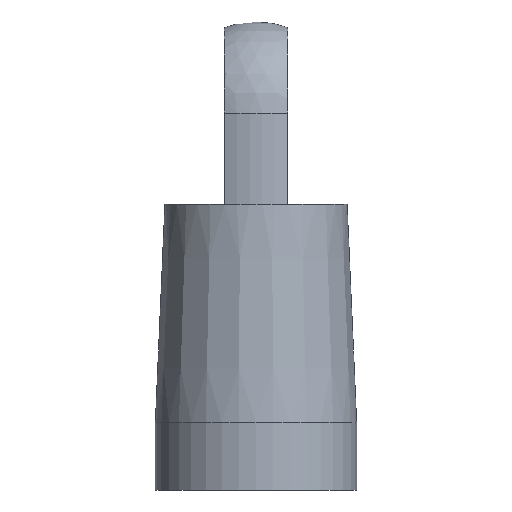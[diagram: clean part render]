
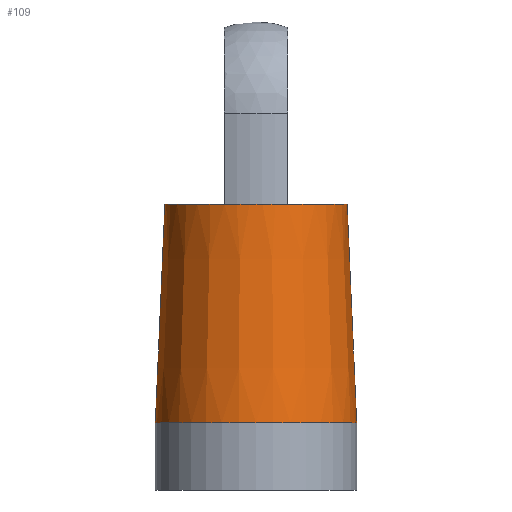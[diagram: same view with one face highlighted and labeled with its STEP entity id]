
A CAD part, front view. The second image highlights one B-rep face of the part: STEP entity #109.
In plain terms, the highlighted conical face has half-angle 2.505 degrees and reference radius 0.035 mm.
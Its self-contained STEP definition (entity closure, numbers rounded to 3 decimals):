
#21 = EDGE_CURVE('',#22,#22,#24,.T.);
#22 = VERTEX_POINT('',#23);
#23 = CARTESIAN_POINT('',(0.035,0.,0.));
#24 = SURFACE_CURVE('',#25,(#30,#42),.PCURVE_S1.);
#25 = CIRCLE('',#26,0.035);
#26 = AXIS2_PLACEMENT_3D('',#27,#28,#29);
#27 = CARTESIAN_POINT('',(0.,0.,0.));
#28 = DIRECTION('',(0.,0.,-1.));
#29 = DIRECTION('',(1.,0.,0.));
#30 = PCURVE('',#31,#36);
#31 = CYLINDRICAL_SURFACE('',#32,0.035);
#32 = AXIS2_PLACEMENT_3D('',#33,#34,#35);
#33 = CARTESIAN_POINT('',(0.,0.,0.));
#34 = DIRECTION('',(0.,0.,1.));
#35 = DIRECTION('',(1.,0.,0.));
#36 = DEFINITIONAL_REPRESENTATION('',(#37),#41);
#37 = LINE('',#38,#39);
#38 = CARTESIAN_POINT('',(-0.,0.));
#39 = VECTOR('',#40,1.);
#40 = DIRECTION('',(-1.,0.));
#41 = ( GEOMETRIC_REPRESENTATION_CONTEXT(2) 
PARAMETRIC_REPRESENTATION_CONTEXT() REPRESENTATION_CONTEXT('2D SPACE',''
  ) );
#42 = PCURVE('',#43,#48);
#43 = CONICAL_SURFACE('',#44,0.035,0.044);
#44 = AXIS2_PLACEMENT_3D('',#45,#46,#47);
#45 = CARTESIAN_POINT('',(0.,0.,0.));
#46 = DIRECTION('',(-0.,-0.,-1.));
#47 = DIRECTION('',(1.,0.,0.));
#48 = DEFINITIONAL_REPRESENTATION('',(#49),#53);
#49 = LINE('',#50,#51);
#50 = CARTESIAN_POINT('',(-6.283,-0.));
#51 = VECTOR('',#52,1.);
#52 = DIRECTION('',(1.,-0.));
#53 = ( GEOMETRIC_REPRESENTATION_CONTEXT(2) 
PARAMETRIC_REPRESENTATION_CONTEXT() REPRESENTATION_CONTEXT('2D SPACE',''
  ) );
#109 = ADVANCED_FACE('',(#110),#43,.T.);
#110 = FACE_BOUND('',#111,.T.);
#111 = EDGE_LOOP('',(#112,#132,#133,#134,#163,#192,#221,#250));
#112 = ORIENTED_EDGE('',*,*,#113,.F.);
#113 = EDGE_CURVE('',#22,#114,#116,.T.);
#114 = VERTEX_POINT('',#115);
#115 = CARTESIAN_POINT('',(0.031,0.,0.075
    ));
#116 = SEAM_CURVE('',#117,(#120,#126),.PCURVE_S1.);
#117 = B_SPLINE_CURVE_WITH_KNOTS('',1,(#118,#119),.UNSPECIFIED.,.F.,.F.,
  (2,2),(0.,1.),.PIECEWISE_BEZIER_KNOTS.);
#118 = CARTESIAN_POINT('',(0.035,0.,
    0.));
#119 = CARTESIAN_POINT('',(0.031,0.,0.075
    ));
#120 = PCURVE('',#43,#121);
#121 = DEFINITIONAL_REPRESENTATION('',(#122),#125);
#122 = B_SPLINE_CURVE_WITH_KNOTS('',1,(#123,#124),.UNSPECIFIED.,.F.,.F.,
  (2,2),(0.,1.),.PIECEWISE_BEZIER_KNOTS.);
#123 = CARTESIAN_POINT('',(0.,0.));
#124 = CARTESIAN_POINT('',(0.,-0.075));
#125 = ( GEOMETRIC_REPRESENTATION_CONTEXT(2) 
PARAMETRIC_REPRESENTATION_CONTEXT() REPRESENTATION_CONTEXT('2D SPACE',''
  ) );
#126 = PCURVE('',#43,#127);
#127 = DEFINITIONAL_REPRESENTATION('',(#128),#131);
#128 = B_SPLINE_CURVE_WITH_KNOTS('',1,(#129,#130),.UNSPECIFIED.,.F.,.F.,
  (2,2),(0.,1.),.PIECEWISE_BEZIER_KNOTS.);
#129 = CARTESIAN_POINT('',(-6.283,0.));
#130 = CARTESIAN_POINT('',(-6.283,-0.075));
#131 = ( GEOMETRIC_REPRESENTATION_CONTEXT(2) 
PARAMETRIC_REPRESENTATION_CONTEXT() REPRESENTATION_CONTEXT('2D SPACE',''
  ) );
#132 = ORIENTED_EDGE('',*,*,#21,.F.);
#133 = ORIENTED_EDGE('',*,*,#113,.T.);
#134 = ORIENTED_EDGE('',*,*,#135,.F.);
#135 = EDGE_CURVE('',#136,#114,#138,.T.);
#136 = VERTEX_POINT('',#137);
#137 = CARTESIAN_POINT('',(0.011,-0.029,
    0.075));
#138 = SURFACE_CURVE('',#139,(#144,#151),.PCURVE_S1.);
#139 = CIRCLE('',#140,0.031);
#140 = AXIS2_PLACEMENT_3D('',#141,#142,#143);
#141 = CARTESIAN_POINT('',(0.,0.,0.075));
#142 = DIRECTION('',(0.,0.,1.));
#143 = DIRECTION('',(1.,0.,0.));
#144 = PCURVE('',#43,#145);
#145 = DEFINITIONAL_REPRESENTATION('',(#146),#150);
#146 = LINE('',#147,#148);
#147 = CARTESIAN_POINT('',(-0.,-0.075));
#148 = VECTOR('',#149,1.);
#149 = DIRECTION('',(-1.,-0.));
#150 = ( GEOMETRIC_REPRESENTATION_CONTEXT(2) 
PARAMETRIC_REPRESENTATION_CONTEXT() REPRESENTATION_CONTEXT('2D SPACE',''
  ) );
#151 = PCURVE('',#152,#157);
#152 = PLANE('',#153);
#153 = AXIS2_PLACEMENT_3D('',#154,#155,#156);
#154 = CARTESIAN_POINT('',(0.,0.,0.075));
#155 = DIRECTION('',(0.,0.,1.));
#156 = DIRECTION('',(1.,0.,0.));
#157 = DEFINITIONAL_REPRESENTATION('',(#158),#162);
#158 = CIRCLE('',#159,0.031);
#159 = AXIS2_PLACEMENT_2D('',#160,#161);
#160 = CARTESIAN_POINT('',(0.,0.));
#161 = DIRECTION('',(1.,0.));
#162 = ( GEOMETRIC_REPRESENTATION_CONTEXT(2) 
PARAMETRIC_REPRESENTATION_CONTEXT() REPRESENTATION_CONTEXT('2D SPACE',''
  ) );
#163 = ORIENTED_EDGE('',*,*,#164,.F.);
#164 = EDGE_CURVE('',#165,#136,#167,.T.);
#165 = VERTEX_POINT('',#166);
#166 = CARTESIAN_POINT('',(-0.011,-0.029,
    0.075));
#167 = SURFACE_CURVE('',#168,(#173,#180),.PCURVE_S1.);
#168 = CIRCLE('',#169,0.031);
#169 = AXIS2_PLACEMENT_3D('',#170,#171,#172);
#170 = CARTESIAN_POINT('',(0.,0.,0.075));
#171 = DIRECTION('',(0.,0.,1.));
#172 = DIRECTION('',(1.,0.,0.));
#173 = PCURVE('',#43,#174);
#174 = DEFINITIONAL_REPRESENTATION('',(#175),#179);
#175 = LINE('',#176,#177);
#176 = CARTESIAN_POINT('',(-0.,-0.075));
#177 = VECTOR('',#178,1.);
#178 = DIRECTION('',(-1.,-0.));
#179 = ( GEOMETRIC_REPRESENTATION_CONTEXT(2) 
PARAMETRIC_REPRESENTATION_CONTEXT() REPRESENTATION_CONTEXT('2D SPACE',''
  ) );
#180 = PCURVE('',#181,#186);
#181 = CYLINDRICAL_SURFACE('',#182,0.031);
#182 = AXIS2_PLACEMENT_3D('',#183,#184,#185);
#183 = CARTESIAN_POINT('',(0.,0.,0.075));
#184 = DIRECTION('',(-0.,-0.,-1.));
#185 = DIRECTION('',(1.,0.,0.));
#186 = DEFINITIONAL_REPRESENTATION('',(#187),#191);
#187 = LINE('',#188,#189);
#188 = CARTESIAN_POINT('',(-0.,0.));
#189 = VECTOR('',#190,1.);
#190 = DIRECTION('',(-1.,0.));
#191 = ( GEOMETRIC_REPRESENTATION_CONTEXT(2) 
PARAMETRIC_REPRESENTATION_CONTEXT() REPRESENTATION_CONTEXT('2D SPACE',''
  ) );
#192 = ORIENTED_EDGE('',*,*,#193,.F.);
#193 = EDGE_CURVE('',#194,#165,#196,.T.);
#194 = VERTEX_POINT('',#195);
#195 = CARTESIAN_POINT('',(-0.011,0.029,
    0.075));
#196 = SURFACE_CURVE('',#197,(#202,#209),.PCURVE_S1.);
#197 = CIRCLE('',#198,0.031);
#198 = AXIS2_PLACEMENT_3D('',#199,#200,#201);
#199 = CARTESIAN_POINT('',(0.,0.,0.075));
#200 = DIRECTION('',(0.,0.,1.));
#201 = DIRECTION('',(1.,0.,0.));
#202 = PCURVE('',#43,#203);
#203 = DEFINITIONAL_REPRESENTATION('',(#204),#208);
#204 = LINE('',#205,#206);
#205 = CARTESIAN_POINT('',(-0.,-0.075));
#206 = VECTOR('',#207,1.);
#207 = DIRECTION('',(-1.,-0.));
#208 = ( GEOMETRIC_REPRESENTATION_CONTEXT(2) 
PARAMETRIC_REPRESENTATION_CONTEXT() REPRESENTATION_CONTEXT('2D SPACE',''
  ) );
#209 = PCURVE('',#210,#215);
#210 = PLANE('',#211);
#211 = AXIS2_PLACEMENT_3D('',#212,#213,#214);
#212 = CARTESIAN_POINT('',(0.,0.,0.075));
#213 = DIRECTION('',(0.,0.,1.));
#214 = DIRECTION('',(1.,0.,0.));
#215 = DEFINITIONAL_REPRESENTATION('',(#216),#220);
#216 = CIRCLE('',#217,0.031);
#217 = AXIS2_PLACEMENT_2D('',#218,#219);
#218 = CARTESIAN_POINT('',(0.,0.));
#219 = DIRECTION('',(1.,0.));
#220 = ( GEOMETRIC_REPRESENTATION_CONTEXT(2) 
PARAMETRIC_REPRESENTATION_CONTEXT() REPRESENTATION_CONTEXT('2D SPACE',''
  ) );
#221 = ORIENTED_EDGE('',*,*,#222,.F.);
#222 = EDGE_CURVE('',#223,#194,#225,.T.);
#223 = VERTEX_POINT('',#224);
#224 = CARTESIAN_POINT('',(0.011,0.029,0.075
    ));
#225 = SURFACE_CURVE('',#226,(#231,#238),.PCURVE_S1.);
#226 = CIRCLE('',#227,0.031);
#227 = AXIS2_PLACEMENT_3D('',#228,#229,#230);
#228 = CARTESIAN_POINT('',(0.,0.,0.075));
#229 = DIRECTION('',(0.,0.,1.));
#230 = DIRECTION('',(1.,0.,0.));
#231 = PCURVE('',#43,#232);
#232 = DEFINITIONAL_REPRESENTATION('',(#233),#237);
#233 = LINE('',#234,#235);
#234 = CARTESIAN_POINT('',(-0.,-0.075));
#235 = VECTOR('',#236,1.);
#236 = DIRECTION('',(-1.,-0.));
#237 = ( GEOMETRIC_REPRESENTATION_CONTEXT(2) 
PARAMETRIC_REPRESENTATION_CONTEXT() REPRESENTATION_CONTEXT('2D SPACE',''
  ) );
#238 = PCURVE('',#239,#244);
#239 = CYLINDRICAL_SURFACE('',#240,0.031);
#240 = AXIS2_PLACEMENT_3D('',#241,#242,#243);
#241 = CARTESIAN_POINT('',(0.,0.,0.075));
#242 = DIRECTION('',(-0.,-0.,-1.));
#243 = DIRECTION('',(1.,0.,0.));
#244 = DEFINITIONAL_REPRESENTATION('',(#245),#249);
#245 = LINE('',#246,#247);
#246 = CARTESIAN_POINT('',(-0.,0.));
#247 = VECTOR('',#248,1.);
#248 = DIRECTION('',(-1.,0.));
#249 = ( GEOMETRIC_REPRESENTATION_CONTEXT(2) 
PARAMETRIC_REPRESENTATION_CONTEXT() REPRESENTATION_CONTEXT('2D SPACE',''
  ) );
#250 = ORIENTED_EDGE('',*,*,#251,.F.);
#251 = EDGE_CURVE('',#114,#223,#252,.T.);
#252 = SURFACE_CURVE('',#253,(#258,#265),.PCURVE_S1.);
#253 = CIRCLE('',#254,0.031);
#254 = AXIS2_PLACEMENT_3D('',#255,#256,#257);
#255 = CARTESIAN_POINT('',(0.,0.,0.075));
#256 = DIRECTION('',(0.,0.,1.));
#257 = DIRECTION('',(1.,0.,0.));
#258 = PCURVE('',#43,#259);
#259 = DEFINITIONAL_REPRESENTATION('',(#260),#264);
#260 = LINE('',#261,#262);
#261 = CARTESIAN_POINT('',(-0.,-0.075));
#262 = VECTOR('',#263,1.);
#263 = DIRECTION('',(-1.,-0.));
#264 = ( GEOMETRIC_REPRESENTATION_CONTEXT(2) 
PARAMETRIC_REPRESENTATION_CONTEXT() REPRESENTATION_CONTEXT('2D SPACE',''
  ) );
#265 = PCURVE('',#152,#266);
#266 = DEFINITIONAL_REPRESENTATION('',(#267),#271);
#267 = CIRCLE('',#268,0.031);
#268 = AXIS2_PLACEMENT_2D('',#269,#270);
#269 = CARTESIAN_POINT('',(0.,0.));
#270 = DIRECTION('',(1.,0.));
#271 = ( GEOMETRIC_REPRESENTATION_CONTEXT(2) 
PARAMETRIC_REPRESENTATION_CONTEXT() REPRESENTATION_CONTEXT('2D SPACE',''
  ) );
